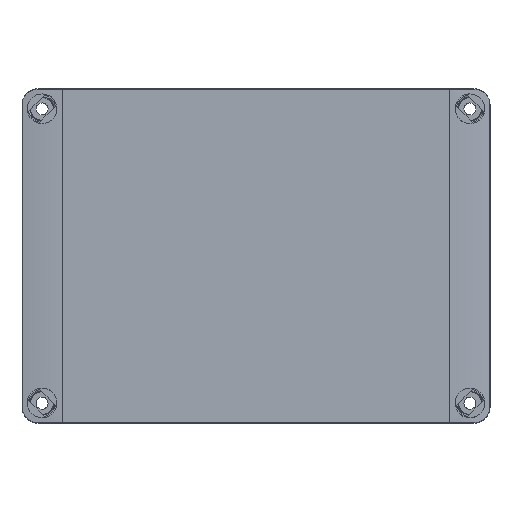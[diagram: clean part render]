
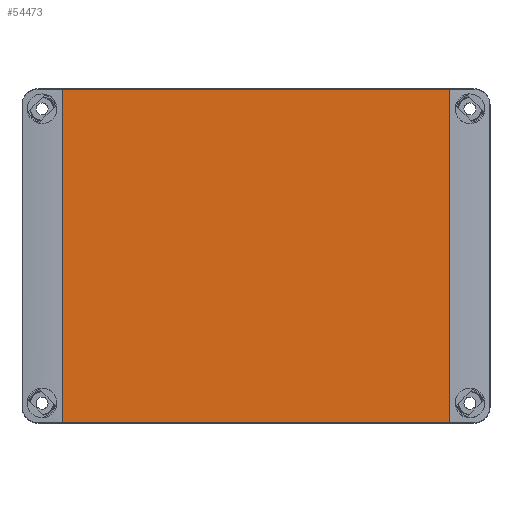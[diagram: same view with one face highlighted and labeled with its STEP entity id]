
A CAD part, top view. The second image highlights one B-rep face of the part: STEP entity #54473.
In plain terms, the highlighted face is planar.
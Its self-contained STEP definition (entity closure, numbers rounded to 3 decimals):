
#46197=DIRECTION('',(-1.,0.,0.));
#46198=VECTOR('',#46197,145.);
#46199=CARTESIAN_POINT('',(72.5,10.,-62.325));
#46200=LINE('',#46199,#46198);
#49826=DIRECTION('',(-1.,0.,0.));
#49827=VECTOR('',#49826,145.);
#49828=CARTESIAN_POINT('',(72.5,10.,62.325));
#49829=LINE('',#49828,#49827);
#49896=DIRECTION('',(0.,0.,1.));
#49897=VECTOR('',#49896,124.651);
#49898=CARTESIAN_POINT('',(-72.5,10.,-62.325));
#49899=LINE('',#49898,#49897);
#50004=DIRECTION('',(0.,0.,1.));
#50005=VECTOR('',#50004,124.651);
#50006=CARTESIAN_POINT('',(72.5,10.,-62.325));
#50007=LINE('',#50006,#50005);
#51190=CARTESIAN_POINT('',(72.5,10.,-62.325));
#51191=CARTESIAN_POINT('',(72.5,10.,62.325));
#51192=VERTEX_POINT('',#51190);
#51193=VERTEX_POINT('',#51191);
#51194=CARTESIAN_POINT('',(-72.5,10.,-62.325));
#51195=CARTESIAN_POINT('',(-72.5,10.,62.325));
#51196=VERTEX_POINT('',#51194);
#51197=VERTEX_POINT('',#51195);
#54462=CARTESIAN_POINT('',(72.5,10.,-62.5));
#54463=DIRECTION('',(0.,1.,0.));
#54464=DIRECTION('',(-1.,0.,0.));
#54465=AXIS2_PLACEMENT_3D('',#54462,#54463,#54464);
#54466=PLANE('',#54465);
#54467=ORIENTED_EDGE('',*,*,#51545,.F.);
#54468=ORIENTED_EDGE('',*,*,#54302,.T.);
#54469=ORIENTED_EDGE('',*,*,#54349,.T.);
#54470=ORIENTED_EDGE('',*,*,#54430,.F.);
#54471=EDGE_LOOP('',(#54467,#54468,#54469,#54470));
#54472=FACE_OUTER_BOUND('',#54471,.F.);
#54473=ADVANCED_FACE('',(#54472),#54466,.T.);
#51545=EDGE_CURVE('',#51192,#51196,#46200,.T.);
#54302=EDGE_CURVE('',#51192,#51193,#50007,.T.);
#54349=EDGE_CURVE('',#51193,#51197,#49829,.T.);
#54430=EDGE_CURVE('',#51196,#51197,#49899,.T.);
